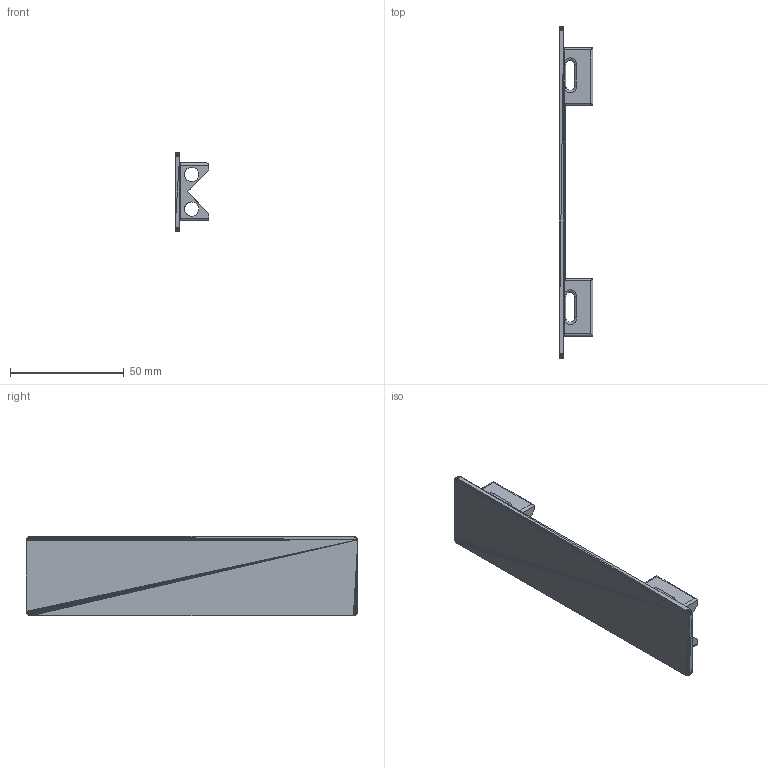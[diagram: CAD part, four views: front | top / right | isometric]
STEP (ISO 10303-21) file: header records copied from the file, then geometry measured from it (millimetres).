
FILE_DESCRIPTION(('FreeCAD Model'),'2;1');
FILE_NAME('Open CASCADE Shape Model','2023-03-02T12:40:14',('Author'),( ''),'Open CASCADE STEP processor 7.5','FreeCAD','Unknown');
FILE_SCHEMA(('AUTOMOTIVE_DESIGN { 1 0 10303 214 1 1 1 1 }'));
Length unit declared in the file: millimetre
Products named in the file (3): BackPanel_Hanging; HangingEars; U_Box_V104_General_Alarm_Device_Backpanel001
Assembly tree (2 placements, depth 2):
  BackPanel_Hanging
    HangingEars
    U_Box_V104_General_Alarm_Device_Backpanel001
Bounding box: 14.91 x 146.1 x 35.1 mm (x, y, z)
Volume: 7816.1 mm3; surface area: 22089.2 mm2
Topology: 1 solids, 2 shells, 482 faces, 830 edges, 340 vertices
Faces by surface type: plane 438, cylinder 24, bspline 12, torus 8
Full cylindrical faces by diameter (mm): 6.35 x4
Entity records: 11470 total; most frequent: CARTESIAN_POINT 2785, DIRECTION 1794, ORIENTED_EDGE 1660, EDGE_CURVE 830, LINE 726, VECTOR 726, AXIS2_PLACEMENT_3D 534, FACE_BOUND 494
